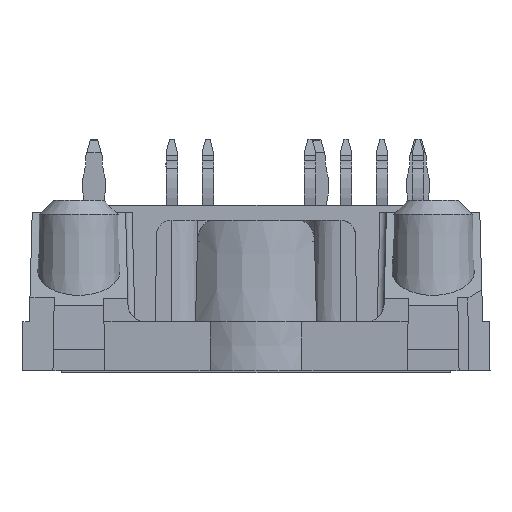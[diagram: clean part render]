
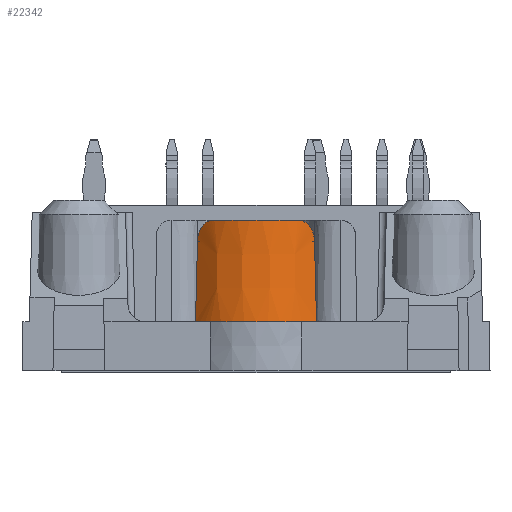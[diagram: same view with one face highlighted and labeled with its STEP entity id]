
A CAD part, left-side view. The second image highlights one B-rep face of the part: STEP entity #22342.
In plain terms, the highlighted conical face has half-angle 1 degrees and reference radius 5.5 mm.
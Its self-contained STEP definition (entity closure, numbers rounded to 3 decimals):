
#32=B_SPLINE_CURVE_WITH_KNOTS('',3,(#30891,#30892,#30893,#30894,#30895),
 .UNSPECIFIED.,.F.,.F.,(4,1,4),(0.,0.001,0.002),
 .UNSPECIFIED.);
#33=B_SPLINE_CURVE_WITH_KNOTS('',3,(#30905,#30906,#30907,#30908,#30909),
 .UNSPECIFIED.,.F.,.F.,(4,1,4),(0.,0.001,0.002),
 .UNSPECIFIED.);
#35=B_SPLINE_CURVE_WITH_KNOTS('',3,(#30967,#30968,#30969,#30970),
 .UNSPECIFIED.,.F.,.F.,(4,4),(0.,0.006),.UNSPECIFIED.);
#38=B_SPLINE_CURVE_WITH_KNOTS('',3,(#30988,#30989,#30990,#30991),
 .UNSPECIFIED.,.F.,.F.,(4,4),(0.,0.006),.UNSPECIFIED.);
#73=CONICAL_SURFACE('',#23487,5.5,0.017);
#239=CIRCLE('',#23449,5.377);
#252=CIRCLE('',#23488,5.5);
#253=CIRCLE('',#23489,5.5);
#254=CIRCLE('',#23490,5.5);
#2379=ORIENTED_EDGE('',*,*,#6631,.T.);
#2380=ORIENTED_EDGE('',*,*,#6644,.F.);
#2381=ORIENTED_EDGE('',*,*,#6645,.F.);
#2382=ORIENTED_EDGE('',*,*,#6646,.F.);
#2383=ORIENTED_EDGE('',*,*,#6625,.F.);
#2384=ORIENTED_EDGE('',*,*,#6598,.F.);
#2385=ORIENTED_EDGE('',*,*,#6595,.T.);
#2386=ORIENTED_EDGE('',*,*,#6593,.F.);
#6593=EDGE_CURVE('',#8795,#8796,#32,.T.);
#6595=EDGE_CURVE('',#8797,#8796,#239,.F.);
#6598=EDGE_CURVE('',#8797,#8799,#33,.T.);
#6625=EDGE_CURVE('',#8799,#8813,#35,.T.);
#6631=EDGE_CURVE('',#8795,#8816,#38,.T.);
#6644=EDGE_CURVE('',#8827,#8816,#252,.T.);
#6645=EDGE_CURVE('',#8828,#8827,#253,.T.);
#6646=EDGE_CURVE('',#8813,#8828,#254,.T.);
#8795=VERTEX_POINT('',#30890);
#8796=VERTEX_POINT('',#30896);
#8797=VERTEX_POINT('',#30900);
#8799=VERTEX_POINT('',#30910);
#8813=VERTEX_POINT('',#30971);
#8816=VERTEX_POINT('',#30987);
#8827=VERTEX_POINT('',#31023);
#8828=VERTEX_POINT('',#31025);
#13654=EDGE_LOOP('',(#2379,#2380,#2381,#2382,#2383,#2384,#2385,#2386));
#14640=FACE_BOUND('',#13654,.T.);
#22342=ADVANCED_FACE('',(#14640),#73,.T.);
#23449=AXIS2_PLACEMENT_3D('',#30899,#25961,#25962);
#23487=AXIS2_PLACEMENT_3D('',#31021,#26065,#26066);
#23488=AXIS2_PLACEMENT_3D('',#31022,#26067,#26068);
#23489=AXIS2_PLACEMENT_3D('',#31024,#26069,#26070);
#23490=AXIS2_PLACEMENT_3D('',#31026,#26071,#26072);
#25961=DIRECTION('',(0.,0.,1.));
#25962=DIRECTION('',(1.,0.,0.));
#26065=DIRECTION('',(0.,0.,-1.));
#26066=DIRECTION('',(-1.,0.,0.));
#26067=DIRECTION('',(0.,0.,-1.));
#26068=DIRECTION('',(-1.,0.,0.));
#26069=DIRECTION('',(0.,0.,-1.));
#26070=DIRECTION('',(-1.,0.,0.));
#26071=DIRECTION('',(0.,0.,-1.));
#26072=DIRECTION('',(-1.,0.,0.));
#30890=CARTESIAN_POINT('',(-31.061,4.063,8.976));
#30891=CARTESIAN_POINT('',(-31.061,4.063,8.976));
#30892=CARTESIAN_POINT('',(-31.061,4.054,9.372));
#30893=CARTESIAN_POINT('',(-31.318,3.829,10.144));
#30894=CARTESIAN_POINT('',(-31.821,3.224,10.45));
#30895=CARTESIAN_POINT('',(-32.034,2.89,10.45));
#30896=CARTESIAN_POINT('',(-32.034,2.89,10.45));
#30899=CARTESIAN_POINT('',(-27.5,0.,10.45));
#30900=CARTESIAN_POINT('',(-32.034,-2.89,10.45));
#30905=CARTESIAN_POINT('',(-32.034,-2.89,10.45));
#30906=CARTESIAN_POINT('',(-31.821,-3.224,10.45));
#30907=CARTESIAN_POINT('',(-31.319,-3.827,10.146));
#30908=CARTESIAN_POINT('',(-31.061,-4.054,9.372));
#30909=CARTESIAN_POINT('',(-31.061,-4.063,8.976));
#30910=CARTESIAN_POINT('',(-31.061,-4.063,8.976));
#30967=CARTESIAN_POINT('',(-31.061,-4.063,8.976));
#30968=CARTESIAN_POINT('',(-31.057,-4.11,7.117));
#30969=CARTESIAN_POINT('',(-31.053,-4.156,5.259));
#30970=CARTESIAN_POINT('',(-31.049,-4.201,3.4));
#30971=CARTESIAN_POINT('',(-31.049,-4.201,3.4));
#30987=CARTESIAN_POINT('',(-31.049,4.201,3.4));
#30988=CARTESIAN_POINT('',(-31.061,4.063,8.976));
#30989=CARTESIAN_POINT('',(-31.057,4.11,7.117));
#30990=CARTESIAN_POINT('',(-31.053,4.156,5.259));
#30991=CARTESIAN_POINT('',(-31.049,4.201,3.4));
#31021=CARTESIAN_POINT('',(-27.5,0.,3.4));
#31022=CARTESIAN_POINT('',(-27.5,0.,3.4));
#31023=CARTESIAN_POINT('',(-32.,3.162,3.4));
#31024=CARTESIAN_POINT('',(-27.5,0.,3.4));
#31025=CARTESIAN_POINT('',(-32.,-3.162,3.4));
#31026=CARTESIAN_POINT('',(-27.5,0.,3.4));
